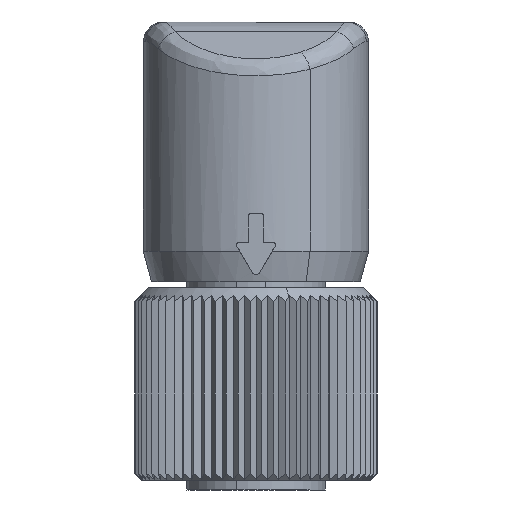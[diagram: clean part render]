
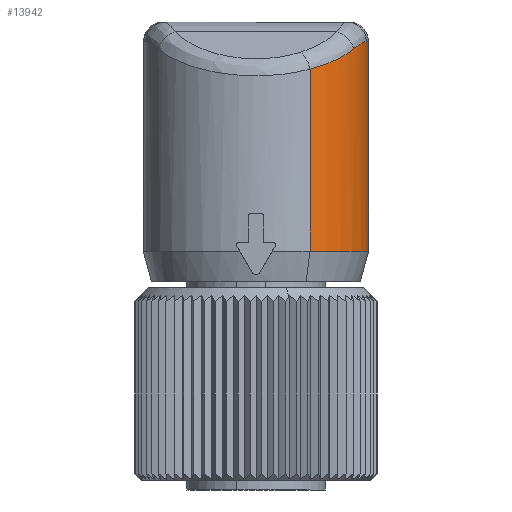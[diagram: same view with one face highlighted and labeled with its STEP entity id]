
A CAD part, front view. The second image highlights one B-rep face of the part: STEP entity #13942.
In plain terms, the highlighted cylindrical face has radius 4.6 mm (diameter 9.2 mm), a partial arc.
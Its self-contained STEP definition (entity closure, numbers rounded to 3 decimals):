
#13777=AXIS2_PLACEMENT_3D('Circle Axis2P3D',#13775,#13776,$) ;
#13816=AXIS2_PLACEMENT_3D('Cylinder Axis2P3D',#13813,#13814,#13815) ;
#13907=AXIS2_PLACEMENT_3D('Circle Axis2P3D',#13905,#13906,$) ;
#13775=CARTESIAN_POINT('Axis2P3D Location',(4.953,4.953,9.75)) ;
#13779=CARTESIAN_POINT('Vertex',(7.159,0.916,9.75)) ;
#13781=CARTESIAN_POINT('Vertex',(8.025,8.377,9.75)) ;
#13813=CARTESIAN_POINT('Axis2P3D Location',(4.953,4.953,13.8)) ;
#13818=CARTESIAN_POINT('Line Origine',(7.159,0.916,14.425)) ;
#13822=CARTESIAN_POINT('Vertex',(7.159,0.916,17.175)) ;
#13826=CARTESIAN_POINT('Control Point',(8.815,7.453,10.791)) ;
#13827=CARTESIAN_POINT('Control Point',(8.609,7.772,10.413)) ;
#13828=CARTESIAN_POINT('Control Point',(8.347,8.088,10.064)) ;
#13829=CARTESIAN_POINT('Control Point',(8.025,8.377,9.75)) ;
#13830=CARTESIAN_POINT('Vertex',(8.815,7.453,10.791)) ;
#13834=CARTESIAN_POINT('Control Point',(8.815,7.453,10.791)) ;
#13835=CARTESIAN_POINT('Control Point',(8.883,7.348,10.915)) ;
#13836=CARTESIAN_POINT('Control Point',(8.946,7.243,11.043)) ;
#13837=CARTESIAN_POINT('Control Point',(9.004,7.138,11.173)) ;
#13838=CARTESIAN_POINT('Control Point',(9.106,6.94,11.428)) ;
#13839=CARTESIAN_POINT('Control Point',(9.189,6.752,11.697)) ;
#13840=CARTESIAN_POINT('Control Point',(9.224,6.665,11.829)) ;
#13841=CARTESIAN_POINT('Control Point',(9.287,6.5,12.106)) ;
#13842=CARTESIAN_POINT('Control Point',(9.33,6.372,12.406)) ;
#13843=CARTESIAN_POINT('Control Point',(9.345,6.321,12.568)) ;
#13844=CARTESIAN_POINT('Control Point',(9.353,6.295,12.734)) ;
#13845=CARTESIAN_POINT('Control Point',(9.353,6.295,12.9)) ;
#13846=CARTESIAN_POINT('Vertex',(9.353,6.295,12.9)) ;
#13849=CARTESIAN_POINT('Line Origine',(9.353,6.295,14.425)) ;
#13853=CARTESIAN_POINT('Vertex',(9.353,6.295,15.74)) ;
#13857=CARTESIAN_POINT('Control Point',(6.463,9.298,18.059)) ;
#13858=CARTESIAN_POINT('Control Point',(6.773,9.191,18.067)) ;
#13859=CARTESIAN_POINT('Control Point',(7.064,9.059,18.038)) ;
#13860=CARTESIAN_POINT('Control Point',(7.33,8.908,17.983)) ;
#13861=CARTESIAN_POINT('Control Point',(7.759,8.619,17.852)) ;
#13862=CARTESIAN_POINT('Control Point',(8.117,8.303,17.676)) ;
#13863=CARTESIAN_POINT('Control Point',(8.262,8.159,17.592)) ;
#13864=CARTESIAN_POINT('Control Point',(8.536,7.856,17.406)) ;
#13865=CARTESIAN_POINT('Control Point',(8.762,7.543,17.196)) ;
#13866=CARTESIAN_POINT('Control Point',(8.867,7.381,17.082)) ;
#13867=CARTESIAN_POINT('Control Point',(9.006,7.14,16.905)) ;
#13868=CARTESIAN_POINT('Control Point',(9.122,6.902,16.706)) ;
#13869=CARTESIAN_POINT('Control Point',(9.157,6.825,16.64)) ;
#13870=CARTESIAN_POINT('Control Point',(9.208,6.705,16.527)) ;
#13871=CARTESIAN_POINT('Control Point',(9.253,6.59,16.402)) ;
#13872=CARTESIAN_POINT('Control Point',(9.269,6.548,16.353)) ;
#13873=CARTESIAN_POINT('Control Point',(9.305,6.448,16.225)) ;
#13874=CARTESIAN_POINT('Control Point',(9.333,6.362,16.075)) ;
#13875=CARTESIAN_POINT('Control Point',(9.347,6.316,15.973)) ;
#13876=CARTESIAN_POINT('Control Point',(9.353,6.295,15.856)) ;
#13877=CARTESIAN_POINT('Control Point',(9.353,6.295,15.74)) ;
#13878=CARTESIAN_POINT('Vertex',(6.463,9.298,18.059)) ;
#13882=CARTESIAN_POINT('Control Point',(3.443,9.298,18.059)) ;
#13883=CARTESIAN_POINT('Control Point',(4.17,9.551,18.041)) ;
#13884=CARTESIAN_POINT('Control Point',(4.953,9.642,18.035)) ;
#13885=CARTESIAN_POINT('Control Point',(5.737,9.551,18.041)) ;
#13886=CARTESIAN_POINT('Control Point',(6.463,9.298,18.059)) ;
#13887=CARTESIAN_POINT('Vertex',(3.443,9.298,18.059)) ;
#13891=CARTESIAN_POINT('Control Point',(3.443,9.298,18.059)) ;
#13892=CARTESIAN_POINT('Control Point',(3.195,9.212,18.065)) ;
#13893=CARTESIAN_POINT('Control Point',(2.962,9.107,18.043)) ;
#13894=CARTESIAN_POINT('Control Point',(2.748,8.99,18.004)) ;
#13895=CARTESIAN_POINT('Vertex',(2.748,8.99,18.004)) ;
#13898=CARTESIAN_POINT('Line Origine',(2.748,8.99,14.425)) ;
#13902=CARTESIAN_POINT('Vertex',(2.748,8.99,18.3)) ;
#13905=CARTESIAN_POINT('Axis2P3D Location',(4.953,4.953,18.3)) ;
#13909=CARTESIAN_POINT('Vertex',(9.451,3.99,18.3)) ;
#13913=CARTESIAN_POINT('Control Point',(9.451,3.99,18.3)) ;
#13914=CARTESIAN_POINT('Control Point',(9.374,3.631,18.3)) ;
#13915=CARTESIAN_POINT('Control Point',(9.259,3.279,18.247)) ;
#13916=CARTESIAN_POINT('Control Point',(9.109,2.952,18.146)) ;
#13917=CARTESIAN_POINT('Control Point',(8.94,2.658,18.005)) ;
#13918=CARTESIAN_POINT('Vertex',(8.94,2.658,18.005)) ;
#13922=CARTESIAN_POINT('Control Point',(7.159,0.916,17.175)) ;
#13923=CARTESIAN_POINT('Control Point',(7.73,1.229,17.323)) ;
#13924=CARTESIAN_POINT('Control Point',(8.231,1.643,17.521)) ;
#13925=CARTESIAN_POINT('Control Point',(8.635,2.128,17.752)) ;
#13926=CARTESIAN_POINT('Control Point',(8.94,2.658,18.005)) ;
#13776=DIRECTION('Axis2P3D Direction',(0.,0.,1.)) ;
#13814=DIRECTION('Axis2P3D Direction',(0.,0.,1.)) ;
#13815=DIRECTION('Axis2P3D XDirection',(0.479,-0.878,0.)) ;
#13819=DIRECTION('Vector Direction',(0.,0.,1.)) ;
#13850=DIRECTION('Vector Direction',(0.,0.,1.)) ;
#13899=DIRECTION('Vector Direction',(0.,0.,1.)) ;
#13906=DIRECTION('Axis2P3D Direction',(0.,0.,1.)) ;
#13820=VECTOR('Line Direction',#13819,1.) ;
#13851=VECTOR('Line Direction',#13850,1.) ;
#13900=VECTOR('Line Direction',#13899,1.) ;
#13929=ORIENTED_EDGE('',*,*,#13824,.T.) ;
#13930=ORIENTED_EDGE('',*,*,#13783,.T.) ;
#13931=ORIENTED_EDGE('',*,*,#13832,.F.) ;
#13932=ORIENTED_EDGE('',*,*,#13848,.T.) ;
#13933=ORIENTED_EDGE('',*,*,#13855,.F.) ;
#13934=ORIENTED_EDGE('',*,*,#13880,.F.) ;
#13935=ORIENTED_EDGE('',*,*,#13889,.F.) ;
#13936=ORIENTED_EDGE('',*,*,#13897,.F.) ;
#13937=ORIENTED_EDGE('',*,*,#13904,.T.) ;
#13938=ORIENTED_EDGE('',*,*,#13911,.F.) ;
#13939=ORIENTED_EDGE('',*,*,#13920,.F.) ;
#13940=ORIENTED_EDGE('',*,*,#13927,.F.) ;
#13942=ADVANCED_FACE('Hauptkoerper',(#13941),#13817,.T.) ;
#13825=B_SPLINE_CURVE_WITH_KNOTS('',3,(#13826,#13827,#13828,#13829),.UNSPECIFIED.,.F.,.U.,(4,4),(0.,2.268),.UNSPECIFIED.) ;
#13833=B_SPLINE_CURVE_WITH_KNOTS('',5,(#13834,#13835,#13836,#13837,#13838,#13839,#13840,#13841,#13842,#13843,#13844,#13845),.UNSPECIFIED.,.F.,.U.,(6,3,3,6),(0.,1.251,2.393,3.568),.UNSPECIFIED.) ;
#13856=B_SPLINE_CURVE_WITH_KNOTS('',5,(#13857,#13858,#13859,#13860,#13861,#13862,#13863,#13864,#13865,#13866,#13867,#13868,#13869,#13870,#13871,#13872,#13873,#13874,#13875,#13876,#13877),.UNSPECIFIED.,.F.,.U.,(6,3,3,3,3,3,6),(0.,2.24,4.018,5.91,6.821,7.358,8.15),.UNSPECIFIED.) ;
#13881=B_SPLINE_CURVE_WITH_KNOTS('',4,(#13882,#13883,#13884,#13885,#13886),.UNSPECIFIED.,.F.,.U.,(5,5),(1.077,5.429),.UNSPECIFIED.) ;
#13890=B_SPLINE_CURVE_WITH_KNOTS('',3,(#13891,#13892,#13893,#13894),.UNSPECIFIED.,.F.,.U.,(4,4),(0.,1.077),.UNSPECIFIED.) ;
#13912=B_SPLINE_CURVE_WITH_KNOTS('',4,(#13913,#13914,#13915,#13916,#13917),.UNSPECIFIED.,.F.,.U.,(5,5),(11.156,13.352),.UNSPECIFIED.) ;
#13921=B_SPLINE_CURVE_WITH_KNOTS('',4,(#13922,#13923,#13924,#13925,#13926),.UNSPECIFIED.,.F.,.U.,(5,5),(0.,3.481),.UNSPECIFIED.) ;
#13778=CIRCLE('generated circle',#13777,4.6) ;
#13908=CIRCLE('generated circle',#13907,4.6) ;
#13817=CYLINDRICAL_SURFACE('generated cylinder',#13816,4.6) ;
#13783=EDGE_CURVE('',#13780,#13782,#13778,.T.) ;
#13824=EDGE_CURVE('',#13823,#13780,#13821,.F.) ;
#13832=EDGE_CURVE('',#13831,#13782,#13825,.T.) ;
#13848=EDGE_CURVE('',#13831,#13847,#13833,.T.) ;
#13855=EDGE_CURVE('',#13854,#13847,#13852,.F.) ;
#13880=EDGE_CURVE('',#13879,#13854,#13856,.T.) ;
#13889=EDGE_CURVE('',#13888,#13879,#13881,.T.) ;
#13897=EDGE_CURVE('',#13896,#13888,#13890,.F.) ;
#13904=EDGE_CURVE('',#13896,#13903,#13901,.T.) ;
#13911=EDGE_CURVE('',#13910,#13903,#13908,.T.) ;
#13920=EDGE_CURVE('',#13919,#13910,#13912,.F.) ;
#13927=EDGE_CURVE('',#13823,#13919,#13921,.T.) ;
#13928=EDGE_LOOP('',(#13929,#13930,#13931,#13932,#13933,#13934,#13935,#13936,#13937,#13938,#13939,#13940)) ;
#13941=FACE_OUTER_BOUND('',#13928,.T.) ;
#13821=LINE('Line',#13818,#13820) ;
#13852=LINE('Line',#13849,#13851) ;
#13901=LINE('Line',#13898,#13900) ;
#13780=VERTEX_POINT('',#13779) ;
#13782=VERTEX_POINT('',#13781) ;
#13823=VERTEX_POINT('',#13822) ;
#13831=VERTEX_POINT('',#13830) ;
#13847=VERTEX_POINT('',#13846) ;
#13854=VERTEX_POINT('',#13853) ;
#13879=VERTEX_POINT('',#13878) ;
#13888=VERTEX_POINT('',#13887) ;
#13896=VERTEX_POINT('',#13895) ;
#13903=VERTEX_POINT('',#13902) ;
#13910=VERTEX_POINT('',#13909) ;
#13919=VERTEX_POINT('',#13918) ;
